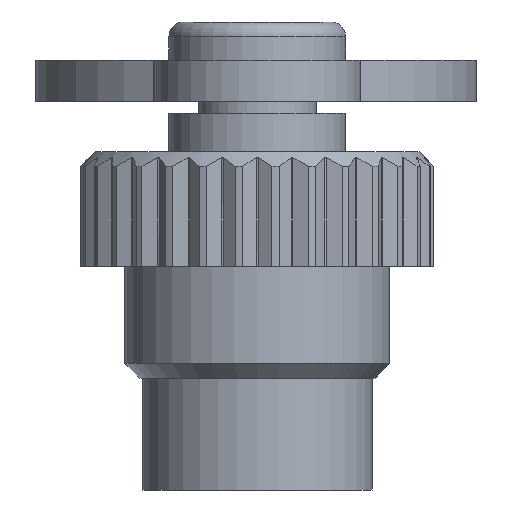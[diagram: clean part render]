
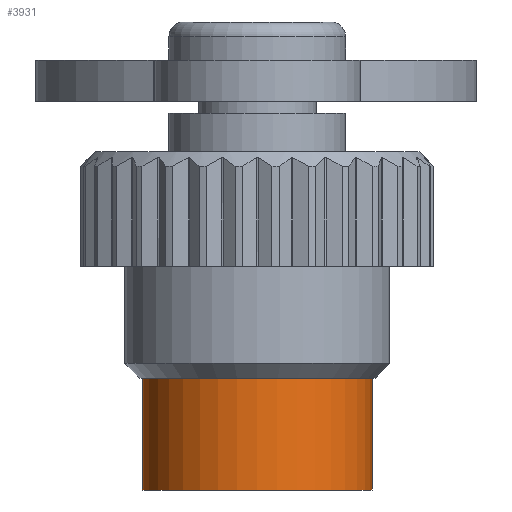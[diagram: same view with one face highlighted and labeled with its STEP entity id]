
A CAD part, front view. The second image highlights one B-rep face of the part: STEP entity #3931.
In plain terms, the highlighted cylindrical face has radius 3.9 mm (diameter 7.8 mm), a partial arc.
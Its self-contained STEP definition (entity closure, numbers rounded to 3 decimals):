
#356 = LINE ( 'NONE', #5589, #777 ) ;
#777 = VECTOR ( 'NONE', #2770, 1000. ) ;
#836 = VERTEX_POINT ( 'NONE', #5182 ) ;
#838 = VERTEX_POINT ( 'NONE', #992 ) ;
#992 = CARTESIAN_POINT ( 'NONE',  ( 3.9, 0., -12.8 ) ) ;
#1138 = CARTESIAN_POINT ( 'NONE',  ( 0., 0., -9. ) ) ;
#1596 = DIRECTION ( 'NONE',  ( 1., 0., 0. ) ) ;
#1688 = ORIENTED_EDGE ( 'NONE', *, *, #5296, .T. ) ;
#1771 = CARTESIAN_POINT ( 'NONE',  ( 0., 0., 0. ) ) ;
#1805 = AXIS2_PLACEMENT_3D ( 'NONE', #1886, #5115, #2330 ) ;
#1866 = VERTEX_POINT ( 'NONE', #4468 ) ;
#1886 = CARTESIAN_POINT ( 'NONE',  ( 0., 0., -12.8 ) ) ;
#2061 = FACE_OUTER_BOUND ( 'NONE', #3109, .T. ) ;
#2273 = CIRCLE ( 'NONE', #5738, 3.9 ) ;
#2330 = DIRECTION ( 'NONE',  ( 1., 0., 0. ) ) ;
#2592 = DIRECTION ( 'NONE',  ( 0., 0., 1. ) ) ;
#2770 = DIRECTION ( 'NONE',  ( 0., 0., 1. ) ) ;
#2926 = VERTEX_POINT ( 'NONE', #3426 ) ;
#3109 = EDGE_LOOP ( 'NONE', ( #5820, #1688, #3256, #5039 ) ) ;
#3135 = CYLINDRICAL_SURFACE ( 'NONE', #4170, 3.9 ) ;
#3256 = ORIENTED_EDGE ( 'NONE', *, *, #3356, .T. ) ;
#3356 = EDGE_CURVE ( 'NONE', #838, #836, #356, .T. ) ;
#3426 = CARTESIAN_POINT ( 'NONE',  ( -3.9, 0., -9. ) ) ;
#3931 = ADVANCED_FACE ( 'NONE', ( #2061 ), #3135, .T. ) ;
#3999 = DIRECTION ( 'NONE',  ( 0., 0., 1. ) ) ;
#4170 = AXIS2_PLACEMENT_3D ( 'NONE', #1771, #3999, #4523 ) ;
#4328 = DIRECTION ( 'NONE',  ( 0., 0., 1. ) ) ;
#4430 = EDGE_CURVE ( 'NONE', #1866, #2926, #5802, .T. ) ;
#4468 = CARTESIAN_POINT ( 'NONE',  ( -3.9, 0., -12.8 ) ) ;
#4522 = VECTOR ( 'NONE', #2592, 1000. ) ;
#4523 = DIRECTION ( 'NONE',  ( 1., 0., 0. ) ) ;
#4584 = CIRCLE ( 'NONE', #1805, 3.9 ) ;
#5039 = ORIENTED_EDGE ( 'NONE', *, *, #5852, .F. ) ;
#5115 = DIRECTION ( 'NONE',  ( 0., 0., 1. ) ) ;
#5182 = CARTESIAN_POINT ( 'NONE',  ( 3.9, 0., -9. ) ) ;
#5296 = EDGE_CURVE ( 'NONE', #1866, #838, #4584, .T. ) ;
#5393 = CARTESIAN_POINT ( 'NONE',  ( -3.9, 0., 0. ) ) ;
#5589 = CARTESIAN_POINT ( 'NONE',  ( 3.9, 0., 0. ) ) ;
#5738 = AXIS2_PLACEMENT_3D ( 'NONE', #1138, #4328, #1596 ) ;
#5802 = LINE ( 'NONE', #5393, #4522 ) ;
#5820 = ORIENTED_EDGE ( 'NONE', *, *, #4430, .F. ) ;
#5852 = EDGE_CURVE ( 'NONE', #2926, #836, #2273, .T. ) ;
